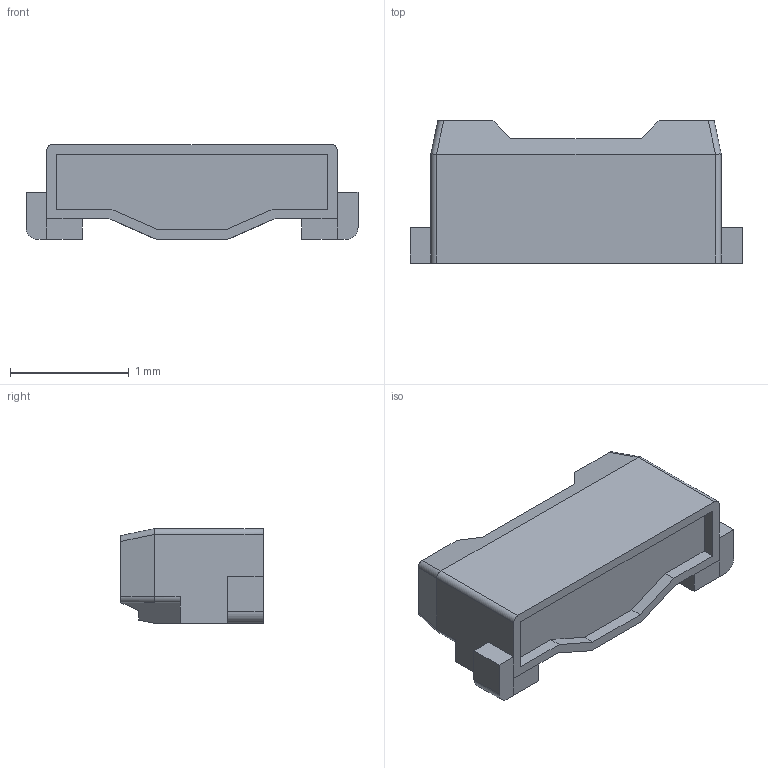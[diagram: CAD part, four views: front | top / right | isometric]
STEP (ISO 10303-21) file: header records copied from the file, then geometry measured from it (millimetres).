
FILE_DESCRIPTION(/* description */ (''),/* implementation_level */ '2;1');
FILE_NAME(/* name */ 'Y1SG-BFCF-GKJM-1 side facing led v0 v2.step',/* time_stamp */ '2018-03-20T17:11:22+00:00',/* author */ ('eric.n.tech'),/* organization */ (''),/* preprocessor_version */ 'ST-DEVELOPER v16.13',/* originating_system */ 'Autodesk Translation Framework v6.5.0.72',/* authorisation */ '');
FILE_SCHEMA (('AUTOMOTIVE_DESIGN { 1 0 10303 214 3 1 1 }'));
Length unit declared in the file: millimetre
Products named in the file (1): Y1SG-BFCF-GKJM-1 side facing led v0
Bounding box: 2.8 x 1.2 x 0.8 mm (x, y, z)
Volume: 1.9 mm3; surface area: 12 mm2
Topology: 1 solids, 1 shells, 55 faces, 144 edges, 92 vertices
Faces by surface type: plane 45, cylinder 10
Entity records: 1737 total; most frequent: CARTESIAN_POINT 292, ORIENTED_EDGE 288, DIRECTION 276, EDGE_CURVE 144, LINE 124, VECTOR 124, VERTEX_POINT 92, AXIS2_PLACEMENT_3D 76
